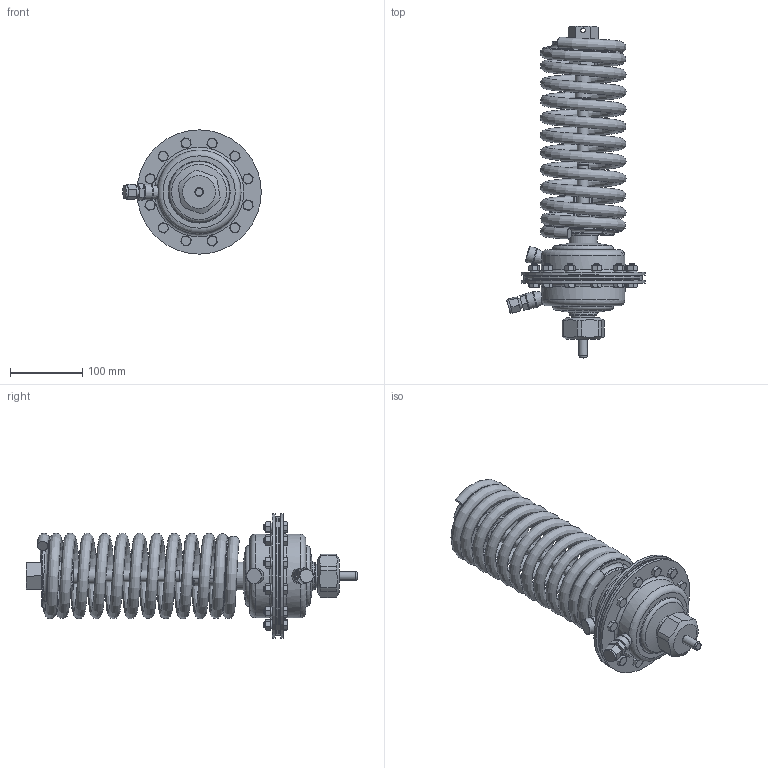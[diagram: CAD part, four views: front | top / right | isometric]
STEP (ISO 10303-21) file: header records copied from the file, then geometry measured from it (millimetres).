
FILE_DESCRIPTION (( 'STEP AP214' ), '1' );
FILE_NAME ('003G1008R.ZLSZXJG.DA2.Z32╱ZA4 自力式阀前控制执行机构组件250305.STEP', '2025-03-05T11:29:23', ( '' ), ( '' ), 'SwSTEP 2.0', 'SolidWorks 2020', '' );
FILE_SCHEMA (( 'AUTOMOTIVE_DESIGN' ));
Length unit declared in the file: millimetre
Products named in the file (1): 003G1008R.ZLSZXJG.DA2.Z32╱ZA4 自力式阀前控制执行机构组件250305
Bounding box: 191.72 x 459.57 x 172 mm (x, y, z)
Volume: 2279744.5 mm3; surface area: 378688.3 mm2
Topology: 1 solids, 14 shells, 834 faces, 1989 edges, 1250 vertices
Faces by surface type: plane 318, cone 298, cylinder 136, bspline 61, torus 18, sphere 3
Full cylindrical faces by diameter (mm): 6.5 x1, 8 x60, 8.3 x12, 12 x1, 14.5 x2, 16 x2, 18 x1, 18.5 x1, 21.8 x1, 22 x2, 32 x1, 38.5 x2, 116 x2, 128 x2, 165 x4, 172 x2
Entity records: 44421 total; most frequent: CARTESIAN_POINT 18506, ORIENTED_EDGE 3376, DIRECTION 3138, EDGE_CURVE 1688, AXIS2_PLACEMENT_3D 1388, EDGE_LOOP 1178, VERTEX_POINT 1122, FACE_OUTER_BOUND 947
